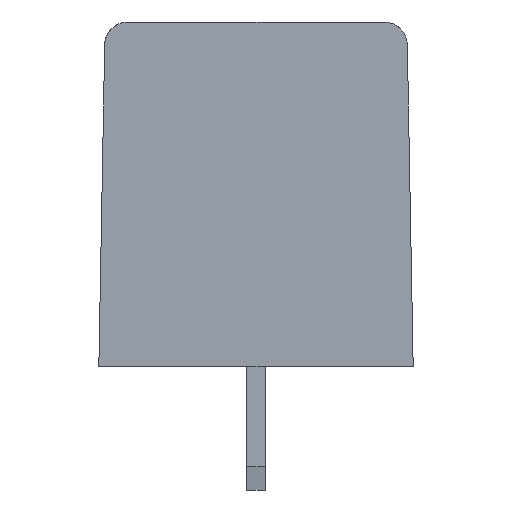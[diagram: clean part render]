
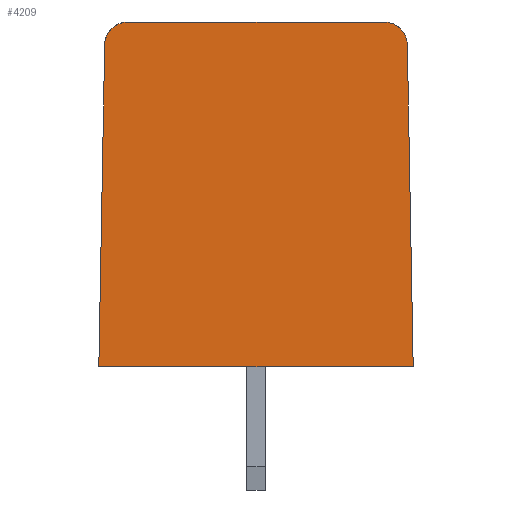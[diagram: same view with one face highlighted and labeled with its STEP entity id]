
A CAD part, left-side view. The second image highlights one B-rep face of the part: STEP entity #4209.
In plain terms, the highlighted planar face has unit normal (-1, 0, 0).
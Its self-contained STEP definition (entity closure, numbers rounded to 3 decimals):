
#4077 = VERTEX_POINT('',#4078);
#4078 = CARTESIAN_POINT('',(-0.375,5.5,14.8));
#4084 = EDGE_CURVE('',#4077,#4085,#4087,.T.);
#4085 = VERTEX_POINT('',#4086);
#4086 = CARTESIAN_POINT('',(-0.375,-5.5,14.8));
#4087 = LINE('',#4088,#4089);
#4088 = CARTESIAN_POINT('',(-0.375,6.75,14.8));
#4089 = VECTOR('',#4090,1.);
#4090 = DIRECTION('',(0.,-1.,0.));
#4124 = VERTEX_POINT('',#4125);
#4125 = CARTESIAN_POINT('',(-0.375,6.5,13.818));
#4131 = EDGE_CURVE('',#4124,#4077,#4132,.T.);
#4132 = CIRCLE('',#4133,1.);
#4133 = AXIS2_PLACEMENT_3D('',#4134,#4135,#4136);
#4134 = CARTESIAN_POINT('',(-0.375,5.5,13.8));
#4135 = DIRECTION('',(1.,0.,0.));
#4136 = DIRECTION('',(0.,1.,0.));
#4190 = EDGE_CURVE('',#4085,#4191,#4193,.T.);
#4191 = VERTEX_POINT('',#4192);
#4192 = CARTESIAN_POINT('',(-0.375,-6.5,13.818));
#4193 = CIRCLE('',#4194,1.);
#4194 = AXIS2_PLACEMENT_3D('',#4195,#4196,#4197);
#4195 = CARTESIAN_POINT('',(-0.375,-5.5,13.8));
#4196 = DIRECTION('',(1.,0.,0.));
#4197 = DIRECTION('',(0.,1.,0.));
#4209 = ADVANCED_FACE('',(#4210),#4237,.T.);
#4210 = FACE_BOUND('',#4211,.T.);
#4211 = EDGE_LOOP('',(#4212,#4220,#4228,#4234,#4235,#4236));
#4212 = ORIENTED_EDGE('',*,*,#4213,.F.);
#4213 = EDGE_CURVE('',#4214,#4124,#4216,.T.);
#4214 = VERTEX_POINT('',#4215);
#4215 = CARTESIAN_POINT('',(-0.375,6.75,0.));
#4216 = LINE('',#4217,#4218);
#4217 = CARTESIAN_POINT('',(-0.375,6.625,6.909));
#4218 = VECTOR('',#4219,1.);
#4219 = DIRECTION('',(0.,-0.018,1.));
#4220 = ORIENTED_EDGE('',*,*,#4221,.T.);
#4221 = EDGE_CURVE('',#4214,#4222,#4224,.T.);
#4222 = VERTEX_POINT('',#4223);
#4223 = CARTESIAN_POINT('',(-0.375,-6.75,0.));
#4224 = LINE('',#4225,#4226);
#4225 = CARTESIAN_POINT('',(-0.375,6.75,0.));
#4226 = VECTOR('',#4227,1.);
#4227 = DIRECTION('',(0.,-1.,0.));
#4228 = ORIENTED_EDGE('',*,*,#4229,.F.);
#4229 = EDGE_CURVE('',#4191,#4222,#4230,.T.);
#4230 = LINE('',#4231,#4232);
#4231 = CARTESIAN_POINT('',(-0.375,-6.748,0.122));
#4232 = VECTOR('',#4233,1.);
#4233 = DIRECTION('',(0.,-0.018,-1.));
#4234 = ORIENTED_EDGE('',*,*,#4190,.F.);
#4235 = ORIENTED_EDGE('',*,*,#4084,.F.);
#4236 = ORIENTED_EDGE('',*,*,#4131,.F.);
#4237 = PLANE('',#4238);
#4238 = AXIS2_PLACEMENT_3D('',#4239,#4240,#4241);
#4239 = CARTESIAN_POINT('',(-0.375,6.75,0.));
#4240 = DIRECTION('',(-1.,0.,0.));
#4241 = DIRECTION('',(0.,0.,1.));
